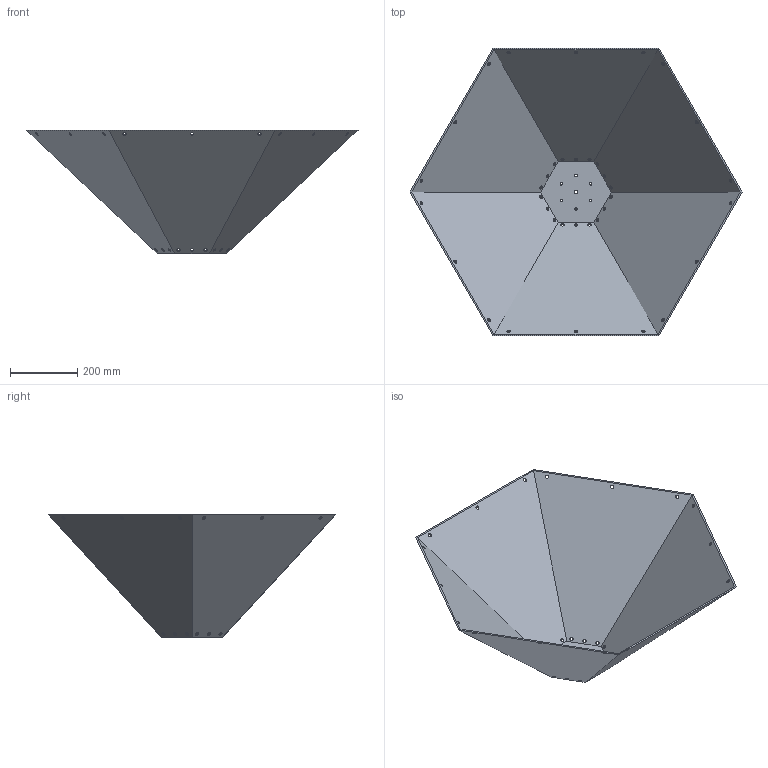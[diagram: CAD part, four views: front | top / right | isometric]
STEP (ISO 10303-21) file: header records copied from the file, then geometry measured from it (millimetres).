
FILE_DESCRIPTION((''),'2;1');
FILE_NAME('SIXSHANG02','2016-12-29T',('赽窅貊貊'),(''),'PRO/ENGINEER BY PARAMETRIC TECHNOLOGY CORPORATION, 2014320','PRO/ENGINEER BY PARAMETRIC TECHNOLOGY CORPORATION, 2014320','');
FILE_SCHEMA(('CONFIG_CONTROL_DESIGN'));
Length unit declared in the file: millimetre
Products named in the file (1): SIXSHANG02
Bounding box: 984.8 x 852.86 x 366.2 mm (x, y, z)
Volume: 3416230.5 mm3; surface area: 1827176.3 mm2
Topology: 1 solids, 7 shells, 113 faces, 330 edges, 220 vertices
Faces by surface type: cylinder 98, plane 15
Entity records: 4061 total; most frequent: DIRECTION 754, CARTESIAN_POINT 664, ORIENTED_EDGE 636, EDGE_CURVE 330, AXIS2_PLACEMENT_3D 310, VERTEX_POINT 220, EDGE_LOOP 200, CIRCLE 196
